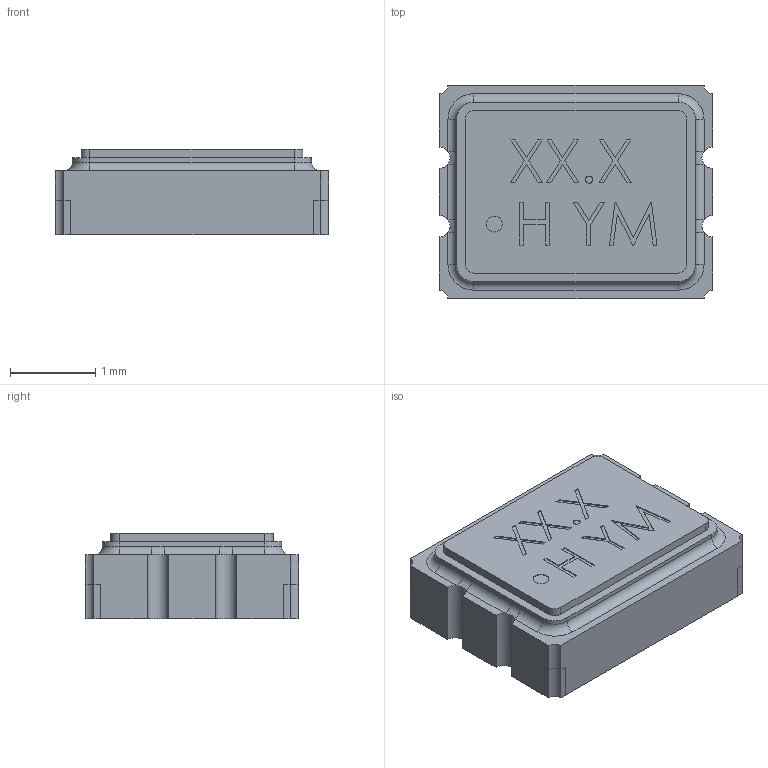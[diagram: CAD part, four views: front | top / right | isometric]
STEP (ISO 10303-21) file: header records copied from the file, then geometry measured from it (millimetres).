
FILE_DESCRIPTION(('FreeCAD Model'),'2;1');
FILE_NAME('SSW024576F3CHC-T.stp', '2022-08-31T16:07:57',('Author'),(''), 'Open CASCADE STEP processor 6.8','FreeCAD','Unknown');
FILE_SCHEMA(('AUTOMOTIVE_DESIGN_CC2 { 1 2 10303 214 -1 1 5 4 }'));
Length unit declared in the file: millimetre
Products named in the file (6): ASSEMBLY; SSW024576F3CHC-T; SSW024576F3CHC-T003; SSW024576F3CHC-T004; SSW024576F3CHC-T002; SSW024576F3CHC-T001
Assembly tree (5 placements, depth 2):
  ASSEMBLY
    SSW024576F3CHC-T
    SSW024576F3CHC-T003
    SSW024576F3CHC-T004
    SSW024576F3CHC-T002
    SSW024576F3CHC-T001
Bounding box: 3.2 x 2.5 x 1 mm (x, y, z)
Volume: 7.3 mm3; surface area: 41.1 mm2
Topology: 5 solids, 5 shells, 223 faces, 596 edges, 392 vertices
Faces by surface type: plane 163, cylinder 48, bspline 8, torus 4
Entity records: 21980 total; most frequent: CARTESIAN_POINT 8721, DIRECTION 2048, LINE 1332, VECTOR 1332, ORIENTED_EDGE 1192, PCURVE 1192, DEFINITIONAL_REPRESENTATION 1192, EDGE_CURVE 596
